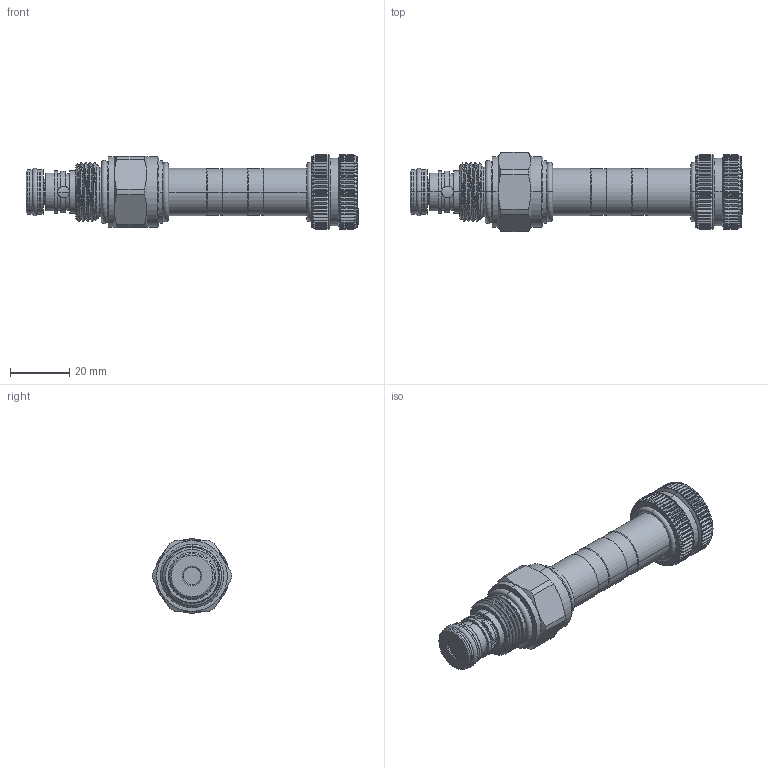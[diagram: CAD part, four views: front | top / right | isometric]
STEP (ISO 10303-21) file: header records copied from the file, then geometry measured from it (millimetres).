
FILE_DESCRIPTION (( 'STEP AP203' ), '1' );
FILE_NAME ('EP20M2C52N04-2.STEP', '2024-09-19T08:39:00', ( '' ), ( '' ), 'SwSTEP 2.0', 'SolidWorks 2018', '' );
FILE_SCHEMA (( 'CONFIG_CONTROL_DESIGN' ));
Products named in the file (1): EP20M2C52N04-2
Bounding box: 111.8 x 26.66 x 25 mm (x, y, z)
Volume: 31489.7 mm3; surface area: 9701.6 mm2
Topology: 1 solids, 1 shells, 1026 faces, 2719 edges, 1723 vertices
Faces by surface type: plane 435, cylinder 414, cone 146, bspline 17, torus 14
Entity records: 37847 total; most frequent: CARTESIAN_POINT 13302, ORIENTED_EDGE 5438, DIRECTION 4796, EDGE_CURVE 2719, AXIS2_PLACEMENT_3D 1855, VERTEX_POINT 1723, LINE 1086, VECTOR 1086
